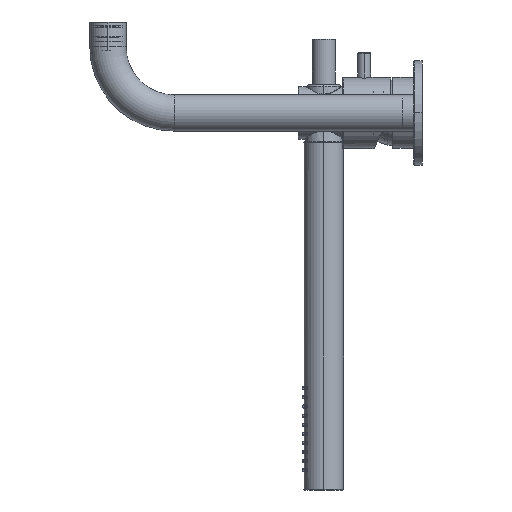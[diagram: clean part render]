
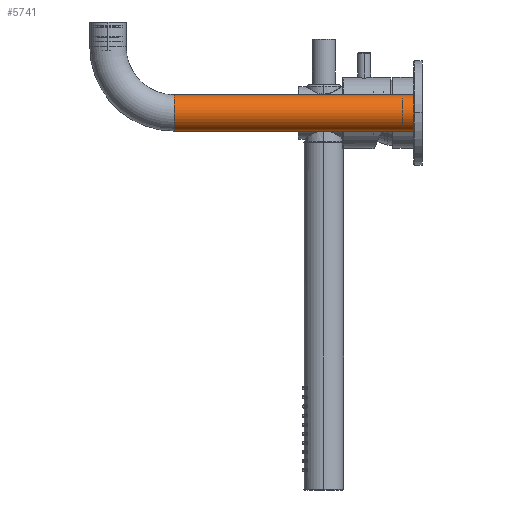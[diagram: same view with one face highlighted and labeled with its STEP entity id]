
A CAD part, left-side view. The second image highlights one B-rep face of the part: STEP entity #5741.
In plain terms, the highlighted cylindrical face has radius 11 mm (diameter 22 mm), a partial arc.
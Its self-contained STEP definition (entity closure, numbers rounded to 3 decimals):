
#5194=CARTESIAN_POINT('',(0.,0.,0.));
#5195=DIRECTION('',(-1.,0.,0.));
#5196=DIRECTION('',(0.,1.,0.));
#5197=AXIS2_PLACEMENT_3D('',#5194,#5195,#5196);
#5218=DIRECTION('',(-1.,0.,0.));
#5219=VECTOR('',#5218,150.);
#5220=CARTESIAN_POINT('',(0.,-11.,0.));
#5221=LINE('',#5220,#5219);
#5225=DIRECTION('',(-1.,0.,0.));
#5226=VECTOR('',#5225,150.);
#5227=CARTESIAN_POINT('',(0.,11.,0.));
#5228=LINE('',#5227,#5226);
#5232=CARTESIAN_POINT('',(-150.,0.,0.));
#5233=DIRECTION('',(-1.,0.,0.));
#5234=DIRECTION('',(0.,1.,0.));
#5235=AXIS2_PLACEMENT_3D('',#5232,#5233,#5234);
#5618=CARTESIAN_POINT('',(0.,-11.,0.));
#5619=CARTESIAN_POINT('',(0.,11.,0.));
#5620=VERTEX_POINT('',#5618);
#5621=VERTEX_POINT('',#5619);
#5622=CARTESIAN_POINT('',(-150.,-11.,0.));
#5623=CARTESIAN_POINT('',(-150.,11.,0.));
#5624=VERTEX_POINT('',#5622);
#5625=VERTEX_POINT('',#5623);
#5729=CARTESIAN_POINT('',(0.,0.,0.));
#5730=DIRECTION('',(-1.,0.,0.));
#5731=DIRECTION('',(0.,-1.,0.));
#5732=AXIS2_PLACEMENT_3D('',#5729,#5730,#5731);
#5733=CYLINDRICAL_SURFACE('',#5732,11.);
#5734=ORIENTED_EDGE('',*,*,#5689,.F.);
#5735=ORIENTED_EDGE('',*,*,#5717,.T.);
#5737=ORIENTED_EDGE('',*,*,#5736,.T.);
#5738=ORIENTED_EDGE('',*,*,#5713,.F.);
#5739=EDGE_LOOP('',(#5734,#5735,#5737,#5738));
#5740=FACE_OUTER_BOUND('',#5739,.F.);
#5741=ADVANCED_FACE('',(#5740),#5733,.T.);
#5198=CIRCLE('',#5197,11.);
#5236=CIRCLE('',#5235,11.);
#5689=EDGE_CURVE('',#5621,#5620,#5198,.T.);
#5713=EDGE_CURVE('',#5620,#5624,#5221,.T.);
#5717=EDGE_CURVE('',#5621,#5625,#5228,.T.);
#5736=EDGE_CURVE('',#5625,#5624,#5236,.T.);
